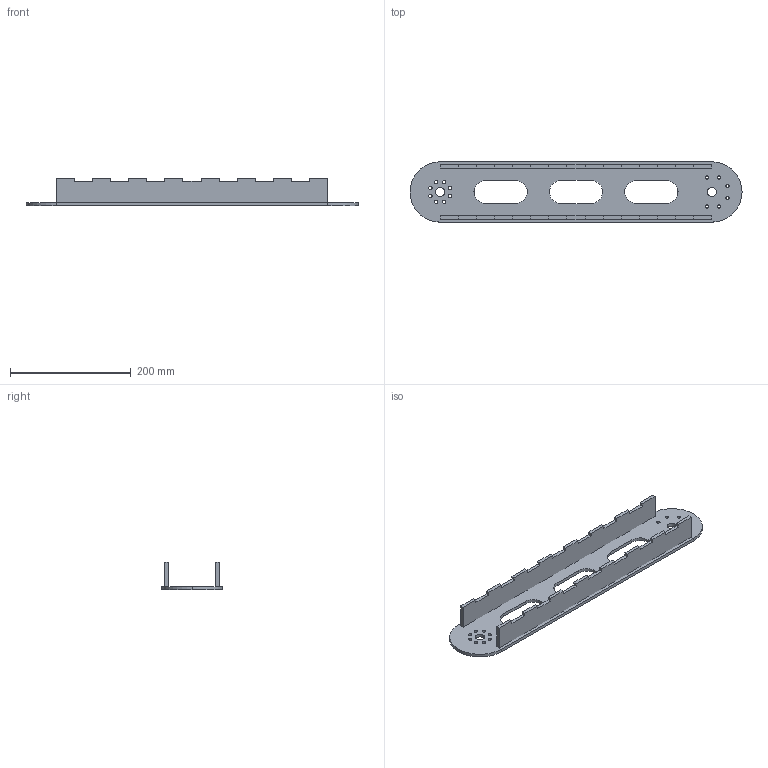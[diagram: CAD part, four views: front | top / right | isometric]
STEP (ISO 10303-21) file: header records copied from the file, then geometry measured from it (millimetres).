
FILE_DESCRIPTION (( 'STEP AP214' ), '1' );
FILE_NAME ('lowerarm.STEP', '2024-02-10T21:00:05', ( '' ), ( '' ), 'SwSTEP 2.0', 'SolidWorks 2021', '' );
FILE_SCHEMA (( 'AUTOMOTIVE_DESIGN' ));
Length unit declared in the file: inch
Products named in the file (3): ME134 Robot Lower Arm; lowerarm; ME134 Arm Flange Short
Assembly tree (3 placements, depth 2):
  lowerarm
    ME134 Robot Lower Arm
    ME134 Arm Flange Short  x2
Bounding box: 550 x 100 x 45.8 mm (x, y, z)
Volume: 416314.5 mm3; surface area: 184585.2 mm2
Topology: 3 solids, 3 shells, 242 faces, 708 edges, 472 vertices
Faces by surface type: plane 198, cylinder 44
Entity records: 6212 total; most frequent: CARTESIAN_POINT 1066, ORIENTED_EDGE 1056, DIRECTION 988, EDGE_CURVE 528, LINE 440, VECTOR 440, VERTEX_POINT 352, AXIS2_PLACEMENT_3D 274
